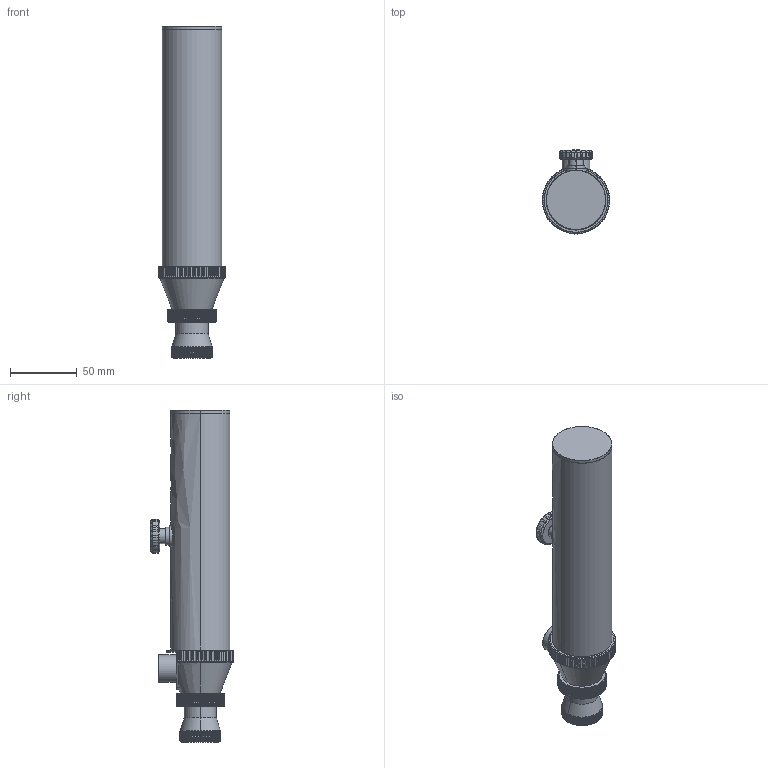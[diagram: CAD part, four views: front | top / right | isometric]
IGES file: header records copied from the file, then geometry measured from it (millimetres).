
Start section: SolidWorks IGES file using analytic representation for surfaces
Global section: file name: 381.IGS; native system: SolidWorks 2013; preprocessor: SolidWorks 2013; author: igipson; date: 130816.095843; units: millimetre
Bounding box: 50.42 x 62.78 x 248.44 mm (x, y, z)
Surface area: 41572.8 mm2 (no closed solid volume)
Topology: 0 solids, 0 shells, 831 faces, 9475 edges, 9473 vertices
Faces by surface type: bspline 595, revolution 236
